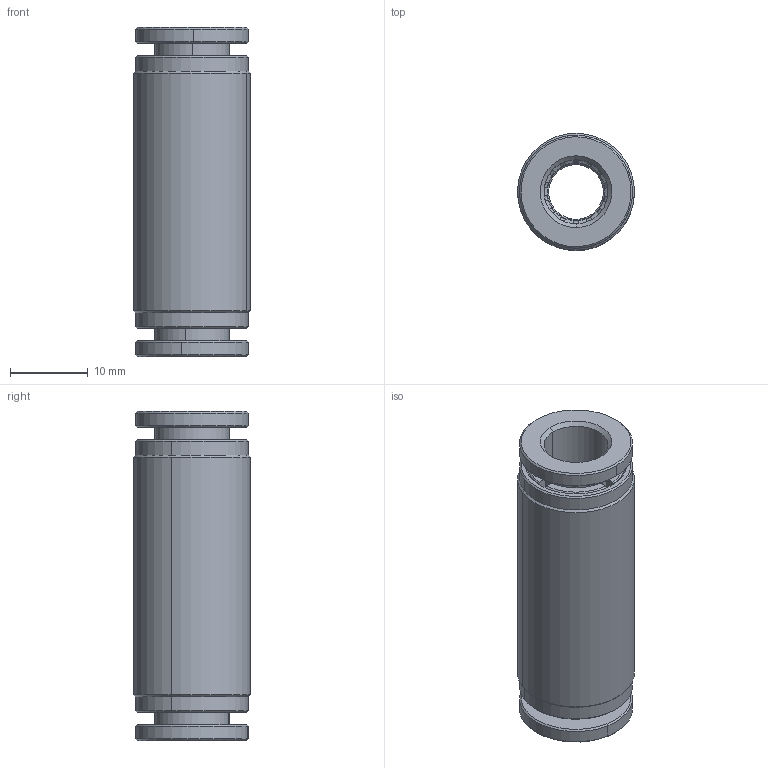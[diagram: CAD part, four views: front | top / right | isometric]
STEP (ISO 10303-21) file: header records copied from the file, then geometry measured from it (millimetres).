
FILE_DESCRIPTION (( 'STEP AP214' ), '1' );
FILE_NAME ('SUS5-16W.STEP', '2018-06-12T18:00:06', ( '' ), ( '' ), 'SwSTEP 2.0', 'SolidWorks 2016', '' );
FILE_SCHEMA (( 'AUTOMOTIVE_DESIGN' ));
Length unit declared in the file: millimetre
Products named in the file (1): SUS5-16W
Bounding box: 15 x 15 x 42.2 mm (x, y, z)
Volume: 4363.9 mm3; surface area: 7287.8 mm2
Topology: 11 solids, 11 shells, 730 faces, 2014 edges, 1312 vertices
Faces by surface type: plane 292, cone 246, cylinder 124, bspline 64, torus 4
Entity records: 33432 total; most frequent: CARTESIAN_POINT 7841, ORIENTED_EDGE 4028, DIRECTION 3224, EDGE_CURVE 2014, AXIS2_PLACEMENT_3D 1335, VERTEX_POINT 1312, B_SPLINE_CURVE_WITH_KNOTS 792, EDGE_LOOP 758
